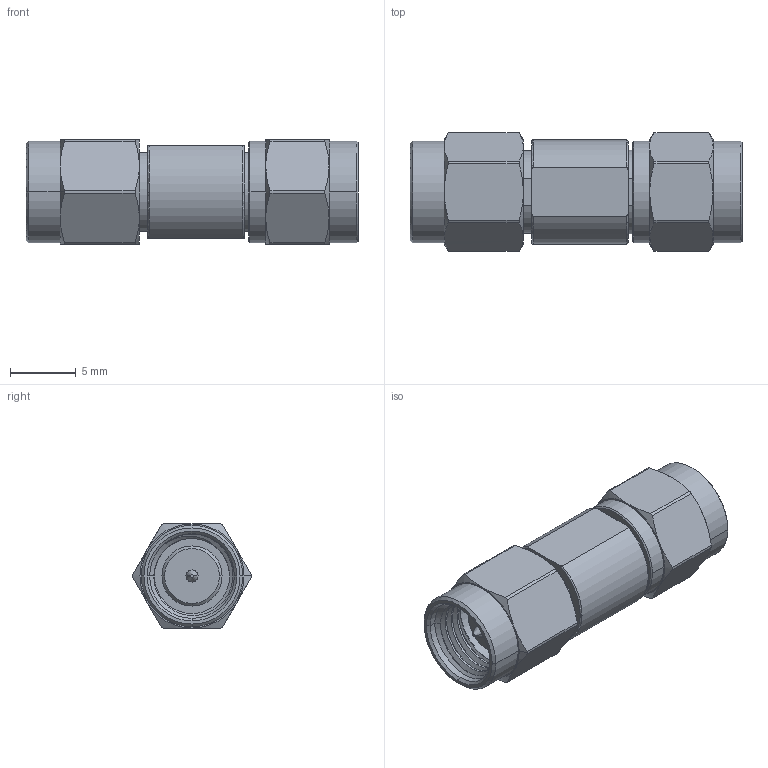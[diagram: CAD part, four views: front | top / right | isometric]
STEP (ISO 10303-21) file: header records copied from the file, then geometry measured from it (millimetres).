
FILE_DESCRIPTION (( 'STEP AP214' ), '1' );
FILE_NAME ('FMAD1618_3D.step', '2023-03-14T21:03:08', ( '' ), ( '' ), 'SwSTEP 2.0', 'SolidWorks 2022', '' );
FILE_SCHEMA (( 'AUTOMOTIVE_DESIGN' ));
Length unit declared in the file: millimetre
Products named in the file (4): ADS-185-3-185-3-3^FMAD1618; 1.85 mm PLUG^FMAD1618; FMAD1618_3D; 2.92 mm PLUG^FMAD1618
Assembly tree (3 placements, depth 2):
  FMAD1618_3D
    2.92 mm PLUG^FMAD1618
    ADS-185-3-185-3-3^FMAD1618
    1.85 mm PLUG^FMAD1618
Bounding box: 25.2 x 9 x 7.9 mm (x, y, z)
Volume: 979.5 mm3; surface area: 1541.7 mm2
Topology: 3 solids, 3 shells, 208 faces, 501 edges, 311 vertices
Faces by surface type: cylinder 78, cone 69, plane 49, bspline 6, torus 6
Entity records: 8169 total; most frequent: CARTESIAN_POINT 3306, DIRECTION 1005, ORIENTED_EDGE 1002, EDGE_CURVE 501, AXIS2_PLACEMENT_3D 417, VERTEX_POINT 311, EDGE_LOOP 222, CIRCLE 209
